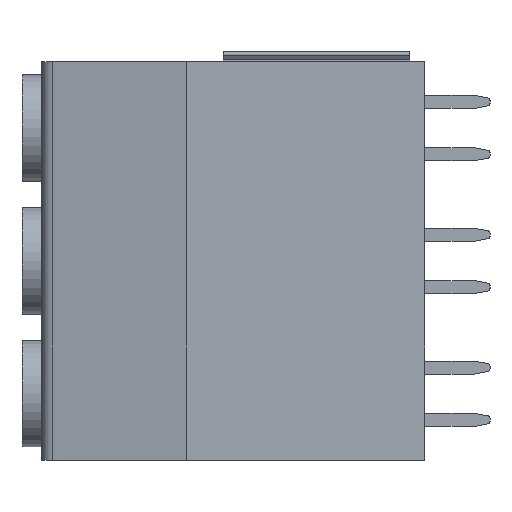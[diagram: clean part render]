
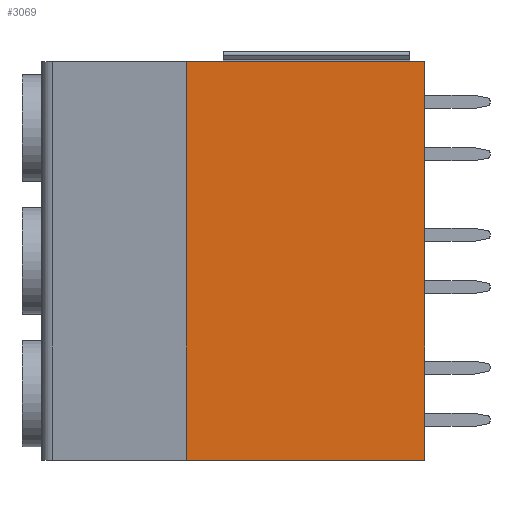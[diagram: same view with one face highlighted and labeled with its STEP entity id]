
A CAD part, left-side view. The second image highlights one B-rep face of the part: STEP entity #3069.
In plain terms, the highlighted planar face has unit normal (-1, 0, 0).
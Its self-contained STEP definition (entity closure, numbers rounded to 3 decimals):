
#70=DIRECTION('',(0.,-1.,0.));
#71=VECTOR('',#70,18.25);
#72=CARTESIAN_POINT('',(-9.35,3.6,-25.4));
#73=LINE('',#72,#71);
#208=DIRECTION('',(0.,0.,1.));
#209=VECTOR('',#208,30.48);
#210=CARTESIAN_POINT('',(-9.35,-14.65,-25.4));
#211=LINE('',#210,#209);
#378=DIRECTION('',(0.,0.,1.));
#379=VECTOR('',#378,30.48);
#380=CARTESIAN_POINT('',(-9.35,3.6,-25.4));
#381=LINE('',#380,#379);
#616=DIRECTION('',(0.,-1.,0.));
#617=VECTOR('',#616,18.25);
#618=CARTESIAN_POINT('',(-9.35,3.6,5.08));
#619=LINE('',#618,#617);
#2043=CARTESIAN_POINT('',(-9.35,3.6,-25.4));
#2044=VERTEX_POINT('',#2043);
#2045=CARTESIAN_POINT('',(-9.35,-14.65,-25.4));
#2046=VERTEX_POINT('',#2045);
#2055=CARTESIAN_POINT('',(-9.35,3.6,5.08));
#2056=VERTEX_POINT('',#2055);
#2057=CARTESIAN_POINT('',(-9.35,-14.65,5.08));
#2058=VERTEX_POINT('',#2057);
#3056=CARTESIAN_POINT('',(-9.35,3.6,-25.4));
#3057=DIRECTION('',(-1.,0.,0.));
#3058=DIRECTION('',(0.,-1.,0.));
#3059=AXIS2_PLACEMENT_3D('',#3056,#3057,#3058);
#3060=PLANE('',#3059);
#3061=ORIENTED_EDGE('',*,*,#2706,.F.);
#3063=ORIENTED_EDGE('',*,*,#3062,.T.);
#3065=ORIENTED_EDGE('',*,*,#3064,.T.);
#3066=ORIENTED_EDGE('',*,*,#2845,.F.);
#3067=EDGE_LOOP('',(#3061,#3063,#3065,#3066));
#3068=FACE_OUTER_BOUND('',#3067,.F.);
#2706=EDGE_CURVE('',#2044,#2046,#73,.T.);
#2845=EDGE_CURVE('',#2046,#2058,#211,.T.);
#3062=EDGE_CURVE('',#2044,#2056,#381,.T.);
#3064=EDGE_CURVE('',#2056,#2058,#619,.T.);
#3069=ADVANCED_FACE('',(#3068),#3060,.T.);
